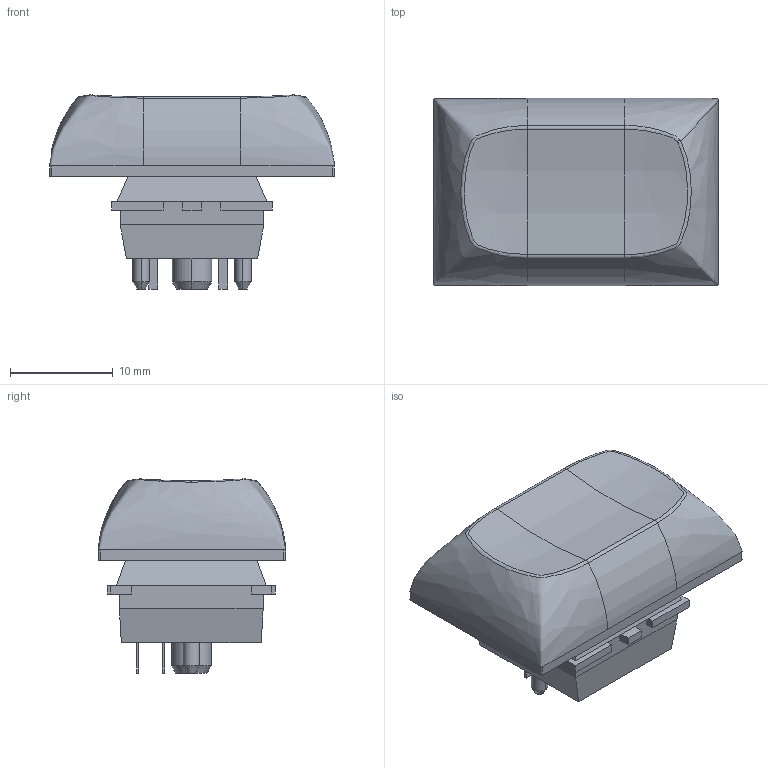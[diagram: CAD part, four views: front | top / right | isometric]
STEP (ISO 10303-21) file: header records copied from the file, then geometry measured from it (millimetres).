
FILE_DESCRIPTION(('FreeCAD Model'),'2;1');
FILE_NAME('CHERRY_MX_1.5U_PCBMount_DSA.step', '2017-11-22T19:44:30',('kicad StepUp'),('ksu MCAD'), 'Open CASCADE STEP processor 6.8','FreeCAD','Unknown');
FILE_SCHEMA(('AUTOMOTIVE_DESIGN_CC2 { 1 2 10303 214 -1 1 5 4 }'));
Length unit declared in the file: millimetre
Products named in the file (2): ASSEMBLY; CHERRY_MX_1.5U_PCBMount_DSA
Assembly tree (1 placements, depth 2):
  ASSEMBLY
    CHERRY_MX_1.5U_PCBMount_DSA
Bounding box: 27.7 x 18.2 x 18.88 mm (x, y, z)
Volume: 3704.6 mm3; surface area: 2783.7 mm2
Topology: 1 solids, 3 shells, 120 faces, 297 edges, 194 vertices
Faces by surface type: plane 90, cylinder 14, bspline 8, cone 6, sphere 2
Full cylindrical faces by diameter (mm): 5.6 x1
Entity records: 5389 total; most frequent: CARTESIAN_POINT 1697, ORIENTED_EDGE 594, DIRECTION 542, EDGE_CURVE 297, LINE 240, VECTOR 240, VERTEX_POINT 194, AXIS2_PLACEMENT_3D 151
